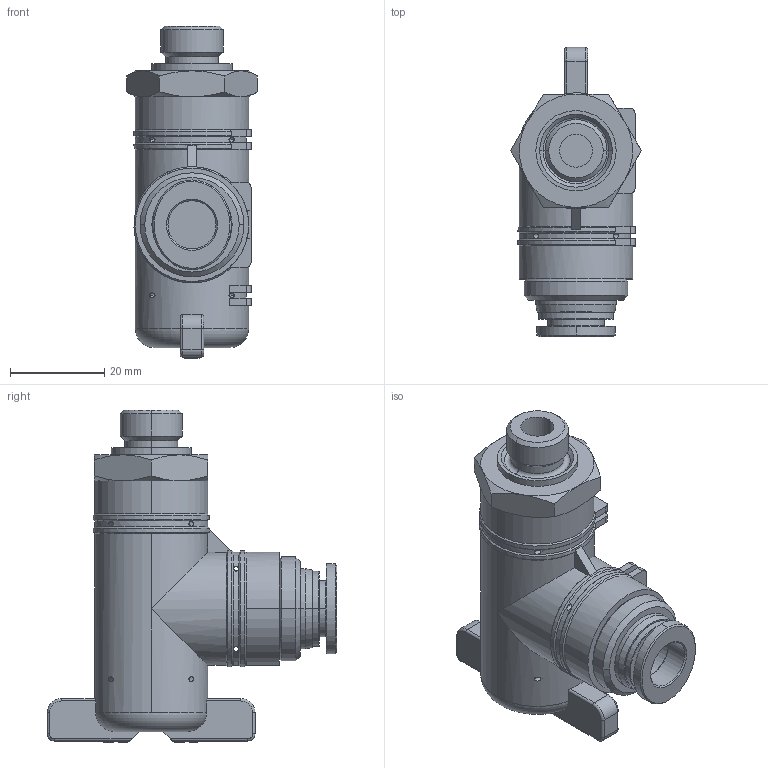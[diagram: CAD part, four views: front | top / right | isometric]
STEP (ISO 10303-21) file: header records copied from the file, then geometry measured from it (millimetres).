
FILE_DESCRIPTION((''),'2;1');
FILE_NAME('BL6010G02-mdt.stp','2017-07-24T19:06:16',(''),(''),'Mechanical Desktop 2009','Mechanical Desktop 2009',', , ');
FILE_SCHEMA(('CONFIG_CONTROL_DESIGN'));
Length unit declared in the file: millimetre
Products named in the file (3): BL6010G02-MDT; PART1; BL601002-MDT
Assembly tree (2 placements, depth 2):
  BL6010G02-MDT
    PART1
    BL601002-MDT
Bounding box: 27.71 x 61.3 x 70.3 mm (x, y, z)
Volume: 42009.4 mm3; surface area: 12262.9 mm2
Topology: 2 solids, 4 shells, 402 faces, 1043 edges, 668 vertices
Faces by surface type: plane 235, cylinder 102, cone 42, torus 18, bspline 5
Entity records: 13634 total; most frequent: CARTESIAN_POINT 3733, ORIENTED_EDGE 2082, DIRECTION 1993, EDGE_CURVE 1041, VECTOR 673, LINE 673, VERTEX_POINT 668, AXIS2_PLACEMENT_3D 660
